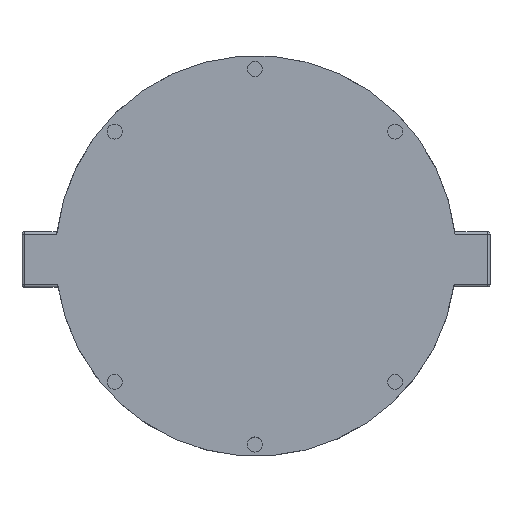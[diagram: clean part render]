
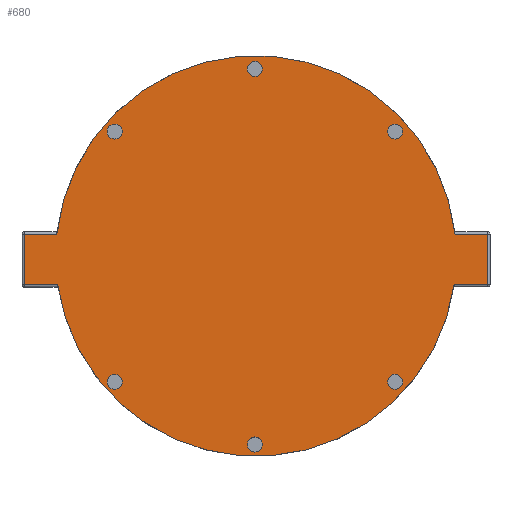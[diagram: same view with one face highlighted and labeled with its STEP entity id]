
A CAD part, top view. The second image highlights one B-rep face of the part: STEP entity #680.
In plain terms, the highlighted planar face has unit normal (0, 0, 1).
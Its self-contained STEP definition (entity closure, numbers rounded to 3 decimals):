
#15=FACE_BOUND('',#249,.T.);
#16=FACE_BOUND('',#250,.T.);
#17=FACE_BOUND('',#251,.T.);
#18=FACE_BOUND('',#252,.T.);
#19=FACE_BOUND('',#253,.T.);
#20=FACE_BOUND('',#254,.T.);
#36=PLANE('',#784);
#47=LINE('',#1040,#89);
#51=LINE('',#1060,#93);
#54=LINE('',#1076,#96);
#64=LINE('',#1155,#106);
#68=LINE('',#1175,#110);
#71=LINE('',#1191,#113);
#89=VECTOR('',#809,10.);
#93=VECTOR('',#833,10.);
#96=VECTOR('',#838,10.);
#106=VECTOR('',#878,10.);
#110=VECTOR('',#902,10.);
#113=VECTOR('',#907,10.);
#200=FACE_OUTER_BOUND('',#248,.T.);
#248=EDGE_LOOP('',(#611,#612,#613,#614,#615,#616,#617,#618));
#249=EDGE_LOOP('',(#619));
#250=EDGE_LOOP('',(#620));
#251=EDGE_LOOP('',(#621));
#252=EDGE_LOOP('',(#622));
#253=EDGE_LOOP('',(#623));
#254=EDGE_LOOP('',(#624));
#281=CIRCLE('',#752,40.);
#284=CIRCLE('',#756,40.);
#286=CIRCLE('',#762,1.5);
#288=CIRCLE('',#766,1.5);
#290=CIRCLE('',#770,1.5);
#292=CIRCLE('',#774,1.5);
#294=CIRCLE('',#778,1.5);
#296=CIRCLE('',#782,1.5);
#298=VERTEX_POINT('',#1012);
#304=VERTEX_POINT('',#1029);
#306=VERTEX_POINT('',#1044);
#311=VERTEX_POINT('',#1063);
#318=VERTEX_POINT('',#1127);
#324=VERTEX_POINT('',#1144);
#326=VERTEX_POINT('',#1159);
#331=VERTEX_POINT('',#1178);
#338=VERTEX_POINT('',#1256);
#340=VERTEX_POINT('',#1263);
#342=VERTEX_POINT('',#1270);
#344=VERTEX_POINT('',#1277);
#346=VERTEX_POINT('',#1284);
#348=VERTEX_POINT('',#1291);
#358=EDGE_CURVE('',#304,#298,#47,.T.);
#368=EDGE_CURVE('',#298,#306,#51,.T.);
#372=EDGE_CURVE('',#306,#311,#54,.T.);
#391=EDGE_CURVE('',#324,#318,#64,.T.);
#401=EDGE_CURVE('',#318,#326,#68,.T.);
#405=EDGE_CURVE('',#326,#331,#71,.T.);
#418=EDGE_CURVE('',#311,#324,#281,.T.);
#422=EDGE_CURVE('',#331,#304,#284,.T.);
#425=EDGE_CURVE('',#338,#338,#286,.T.);
#428=EDGE_CURVE('',#340,#340,#288,.T.);
#431=EDGE_CURVE('',#342,#342,#290,.T.);
#434=EDGE_CURVE('',#344,#344,#292,.T.);
#437=EDGE_CURVE('',#346,#346,#294,.T.);
#440=EDGE_CURVE('',#348,#348,#296,.T.);
#611=ORIENTED_EDGE('',*,*,#422,.F.);
#612=ORIENTED_EDGE('',*,*,#405,.F.);
#613=ORIENTED_EDGE('',*,*,#401,.F.);
#614=ORIENTED_EDGE('',*,*,#391,.F.);
#615=ORIENTED_EDGE('',*,*,#418,.F.);
#616=ORIENTED_EDGE('',*,*,#372,.F.);
#617=ORIENTED_EDGE('',*,*,#368,.F.);
#618=ORIENTED_EDGE('',*,*,#358,.F.);
#619=ORIENTED_EDGE('',*,*,#425,.T.);
#620=ORIENTED_EDGE('',*,*,#428,.T.);
#621=ORIENTED_EDGE('',*,*,#431,.T.);
#622=ORIENTED_EDGE('',*,*,#434,.T.);
#623=ORIENTED_EDGE('',*,*,#437,.T.);
#624=ORIENTED_EDGE('',*,*,#440,.T.);
#680=ADVANCED_FACE('',(#200,#15,#16,#17,#18,#19,#20),#36,.F.);
#752=AXIS2_PLACEMENT_3D('',#1244,#936,#937);
#756=AXIS2_PLACEMENT_3D('',#1249,#945,#946);
#762=AXIS2_PLACEMENT_3D('',#1258,#958,#959);
#766=AXIS2_PLACEMENT_3D('',#1265,#967,#968);
#770=AXIS2_PLACEMENT_3D('',#1272,#976,#977);
#774=AXIS2_PLACEMENT_3D('',#1279,#985,#986);
#778=AXIS2_PLACEMENT_3D('',#1286,#994,#995);
#782=AXIS2_PLACEMENT_3D('',#1293,#1003,#1004);
#784=AXIS2_PLACEMENT_3D('',#1295,#1007,#1008);
#809=DIRECTION('',(1.,0.,0.));
#833=DIRECTION('',(0.,-1.,0.));
#838=DIRECTION('',(-1.,0.,0.));
#878=DIRECTION('',(-1.,0.,0.));
#902=DIRECTION('',(0.,1.,0.));
#907=DIRECTION('',(1.,0.,0.));
#936=DIRECTION('center_axis',(0.,0.,-1.));
#937=DIRECTION('ref_axis',(1.,0.,0.));
#945=DIRECTION('center_axis',(0.,0.,-1.));
#946=DIRECTION('ref_axis',(1.,0.,0.));
#958=DIRECTION('center_axis',(0.,0.,-1.));
#959=DIRECTION('ref_axis',(1.,0.,0.));
#967=DIRECTION('center_axis',(0.,0.,-1.));
#968=DIRECTION('ref_axis',(1.,0.,0.));
#976=DIRECTION('center_axis',(0.,0.,-1.));
#977=DIRECTION('ref_axis',(1.,0.,0.));
#985=DIRECTION('center_axis',(0.,0.,-1.));
#986=DIRECTION('ref_axis',(1.,0.,0.));
#994=DIRECTION('center_axis',(0.,0.,-1.));
#995=DIRECTION('ref_axis',(1.,0.,0.));
#1003=DIRECTION('center_axis',(0.,0.,-1.));
#1004=DIRECTION('ref_axis',(1.,0.,0.));
#1007=DIRECTION('center_axis',(0.,0.,-1.));
#1008=DIRECTION('ref_axis',(1.,0.,0.));
#1012=CARTESIAN_POINT('',(46.457,4.5,9.));
#1029=CARTESIAN_POINT('',(39.97,4.5,9.));
#1040=CARTESIAN_POINT('',(23.581,4.5,9.));
#1044=CARTESIAN_POINT('',(46.457,-5.531,9.));
#1060=CARTESIAN_POINT('',(46.457,-2.938,9.));
#1063=CARTESIAN_POINT('',(39.8,-5.531,9.));
#1076=CARTESIAN_POINT('',(17.603,-5.531,9.));
#1127=CARTESIAN_POINT('',(-46.005,-5.612,9.));
#1144=CARTESIAN_POINT('',(-39.376,-5.612,9.));
#1155=CARTESIAN_POINT('',(-23.149,-5.612,9.));
#1159=CARTESIAN_POINT('',(-46.005,4.5,9.));
#1175=CARTESIAN_POINT('',(-46.005,2.577,9.));
#1178=CARTESIAN_POINT('',(-39.557,4.5,9.));
#1191=CARTESIAN_POINT('',(-17.397,4.5,9.));
#1244=CARTESIAN_POINT('Origin',(0.206,0.155,9.));
#1249=CARTESIAN_POINT('Origin',(0.206,0.155,9.));
#1256=CARTESIAN_POINT('',(-29.5,25.,9.));
#1258=CARTESIAN_POINT('Origin',(-28.,25.,9.));
#1263=CARTESIAN_POINT('',(26.5,-25.,9.));
#1265=CARTESIAN_POINT('Origin',(28.,-25.,9.));
#1270=CARTESIAN_POINT('',(-1.5,37.5,9.));
#1272=CARTESIAN_POINT('Origin',(0.,37.5,9.));
#1277=CARTESIAN_POINT('',(26.5,25.,9.));
#1279=CARTESIAN_POINT('Origin',(28.,25.,9.));
#1284=CARTESIAN_POINT('',(-1.5,-37.5,9.));
#1286=CARTESIAN_POINT('Origin',(0.,-37.5,9.));
#1291=CARTESIAN_POINT('',(-29.5,-25.,9.));
#1293=CARTESIAN_POINT('Origin',(-28.,-25.,9.));
#1295=CARTESIAN_POINT('Origin',(0.206,0.155,9.));
